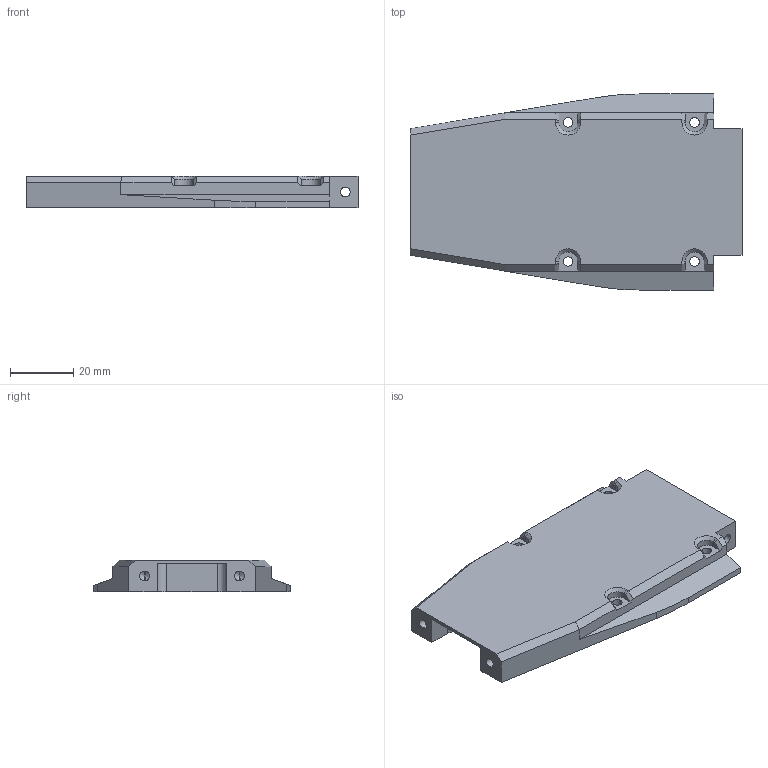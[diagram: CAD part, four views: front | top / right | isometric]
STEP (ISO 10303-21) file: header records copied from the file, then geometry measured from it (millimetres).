
FILE_DESCRIPTION (( 'STEP AP214' ), '1' );
FILE_NAME ('body_structure_side.STEP', '2020-05-14T06:43:51', ( '' ), ( '' ), 'SwSTEP 2.0', 'SolidWorks 2017', '' );
FILE_SCHEMA (( 'AUTOMOTIVE_DESIGN' ));
Length unit declared in the file: millimetre
Products named in the file (1): body_structure_side
Bounding box: 105 x 62 x 10 mm (x, y, z)
Volume: 16599.5 mm3; surface area: 17892.8 mm2
Topology: 1 solids, 1 shells, 133 faces, 360 edges, 228 vertices
Faces by surface type: plane 73, cylinder 48, cone 12
Entity records: 4270 total; most frequent: CARTESIAN_POINT 840, ORIENTED_EDGE 712, DIRECTION 704, EDGE_CURVE 356, VECTOR 248, LINE 248, AXIS2_PLACEMENT_3D 228, VERTEX_POINT 228
